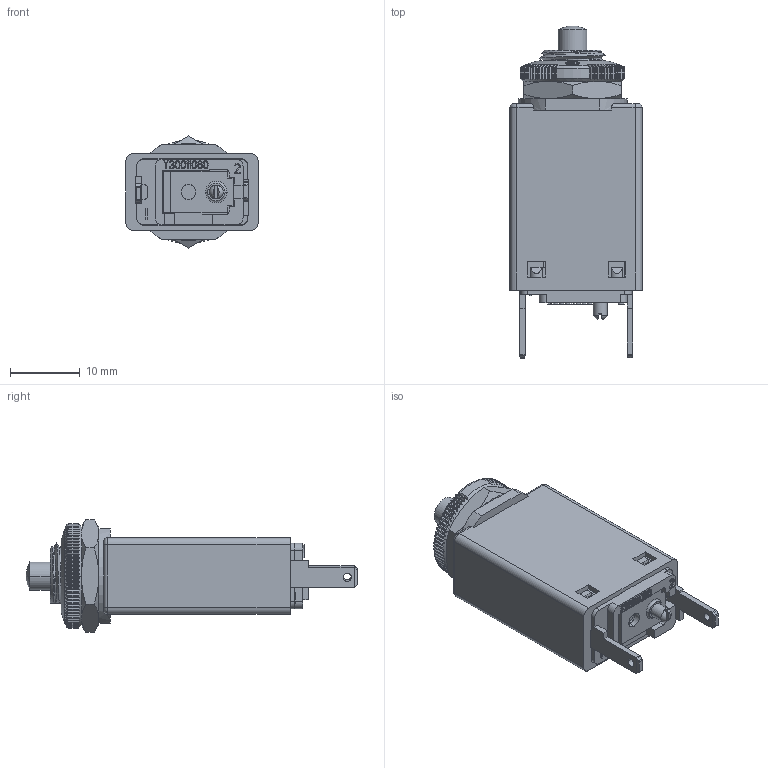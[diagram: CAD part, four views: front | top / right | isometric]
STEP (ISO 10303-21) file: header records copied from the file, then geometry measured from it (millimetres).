
FILE_DESCRIPTION((''),'2;1');
FILE_NAME('DUMMY-106-M2-P30-BIS6A','2024-03-07T10:54:20',('wschmidt'),(''),'CREO PARAMETRIC BY PTC INC, 2022484','CREO PARAMETRIC BY PTC INC, 2022484','');
FILE_SCHEMA(('AUTOMOTIVE_DESIGN { 1 0 10303 214 1 1 1 1 }'));
Products named in the file (1): DUMMY-106-M2-P30-BIS6A
Bounding box: 19 x 47.76 x 16.17 mm (x, y, z)
Volume: 6809.1 mm3; surface area: 4102.4 mm2
Topology: 1 solids, 1 shells, 1612 faces, 4325 edges, 2726 vertices
Faces by surface type: plane 814, cone 311, cylinder 225, torus 150, bspline 104, sphere 8
Entity records: 64238 total; most frequent: CARTESIAN_POINT 24530, ORIENTED_EDGE 8646, DIRECTION 7659, EDGE_CURVE 4323, VERTEX_POINT 2726, AXIS2_PLACEMENT_3D 2668, VECTOR 2323, LINE 2323
